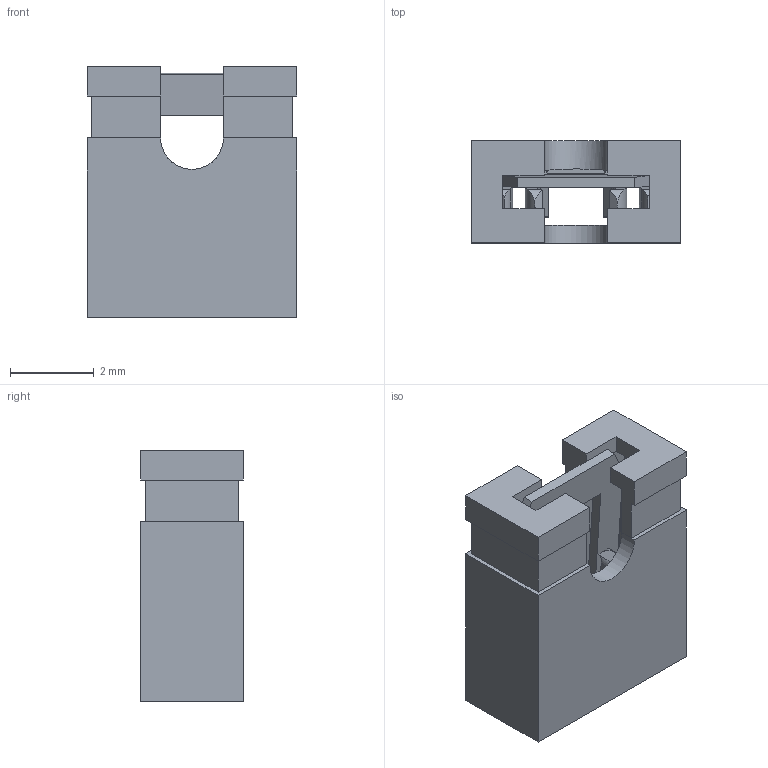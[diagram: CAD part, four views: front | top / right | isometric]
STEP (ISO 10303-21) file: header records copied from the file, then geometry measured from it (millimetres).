
FILE_DESCRIPTION(/* description */ (''),/* implementation_level */ '2;1');
FILE_NAME(/* name */ 'Jumper.step',/* time_stamp */ '2019-08-11T15:54:45+02:00',/* author */ (''),/* organization */ (''),/* preprocessor_version */ 'ST-DEVELOPER v18',/* originating_system */ 'Autodesk Translation Framework v8.2.0.1029',/* authorisation */ '');
FILE_SCHEMA (('AUTOMOTIVE_DESIGN { 1 0 10303 214 3 1 1 }'));
Length unit declared in the file: millimetre
Products named in the file (1): (Unsaved)
Bounding box: 5 x 2.44 x 5.98 mm (x, y, z)
Volume: 39.9 mm3; surface area: 222.8 mm2
Topology: 2 solids, 2 shells, 137 faces, 362 edges, 228 vertices
Faces by surface type: plane 93, cylinder 42, bspline 2
Entity records: 4326 total; most frequent: CARTESIAN_POINT 846, ORIENTED_EDGE 724, DIRECTION 700, EDGE_CURVE 362, LINE 264, VECTOR 264, VERTEX_POINT 228, AXIS2_PLACEMENT_3D 218
